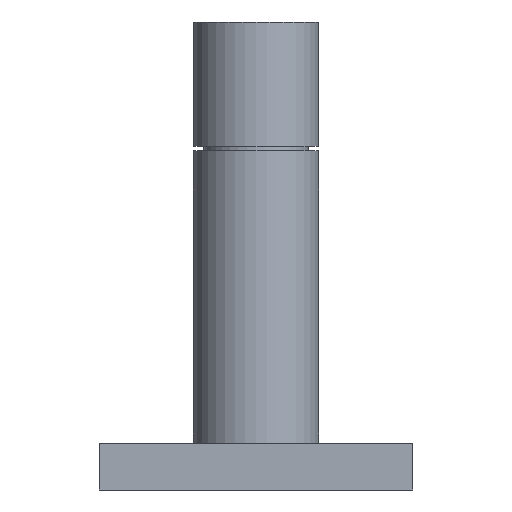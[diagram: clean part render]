
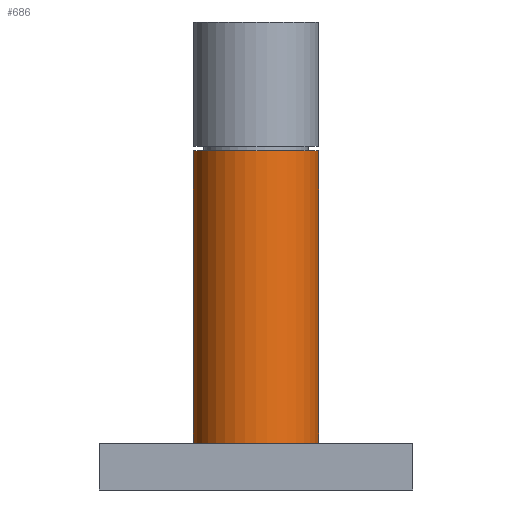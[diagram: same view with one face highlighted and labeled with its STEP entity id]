
A CAD part, front view. The second image highlights one B-rep face of the part: STEP entity #686.
In plain terms, the highlighted cylindrical face has radius 12 mm (diameter 24 mm), a partial arc.
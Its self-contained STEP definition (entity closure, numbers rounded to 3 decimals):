
#4 = ORIENTED_EDGE ( 'NONE', *, *, #800, .F. ) ;
#8 = ORIENTED_EDGE ( 'NONE', *, *, #149, .F. ) ;
#22 = LINE ( 'NONE', #530, #668 ) ;
#62 = ORIENTED_EDGE ( 'NONE', *, *, #157, .T. ) ;
#82 = CARTESIAN_POINT ( 'NONE',  ( -12., 0., 26. ) ) ;
#85 = EDGE_LOOP ( 'NONE', ( #4, #651, #742, #62, #8, #116 ) ) ;
#109 = EDGE_CURVE ( 'NONE', #339, #754, #22, .T. ) ;
#111 = CARTESIAN_POINT ( 'NONE',  ( 0., 0., 56. ) ) ;
#116 = ORIENTED_EDGE ( 'NONE', *, *, #756, .F. ) ;
#142 = VERTEX_POINT ( 'NONE', #638 ) ;
#149 = EDGE_CURVE ( 'NONE', #142, #725, #823, .T. ) ;
#157 = EDGE_CURVE ( 'NONE', #754, #725, #625, .T. ) ;
#181 = CARTESIAN_POINT ( 'NONE',  ( 12., 0., 0. ) ) ;
#224 = DIRECTION ( 'NONE',  ( 0., 0., 1. ) ) ;
#227 = VERTEX_POINT ( 'NONE', #722 ) ;
#240 = VECTOR ( 'NONE', #549, 1000. ) ;
#260 = AXIS2_PLACEMENT_3D ( 'NONE', #645, #643, #635 ) ;
#279 = CARTESIAN_POINT ( 'NONE',  ( 12., 0., 0. ) ) ;
#339 = VERTEX_POINT ( 'NONE', #279 ) ;
#399 = VERTEX_POINT ( 'NONE', #82 ) ;
#417 = DIRECTION ( 'NONE',  ( 0., 0., 1. ) ) ;
#508 = DIRECTION ( 'NONE',  ( 1., 0., 0. ) ) ;
#530 = CARTESIAN_POINT ( 'NONE',  ( 12., 0., 0. ) ) ;
#549 = DIRECTION ( 'NONE',  ( 0., 0., 1. ) ) ;
#551 = CARTESIAN_POINT ( 'NONE',  ( -12., 0., 0. ) ) ;
#557 = VECTOR ( 'NONE', #224, 1000. ) ;
#591 = DIRECTION ( 'NONE',  ( 0., 0., 1. ) ) ;
#613 = DIRECTION ( 'NONE',  ( 0., 0., 1. ) ) ;
#615 = CARTESIAN_POINT ( 'NONE',  ( -12., 0., 0. ) ) ;
#621 = CARTESIAN_POINT ( 'NONE',  ( 12., 0., 26. ) ) ;
#625 = LINE ( 'NONE', #181, #557 ) ;
#635 = DIRECTION ( 'NONE',  ( 1., 0., 0. ) ) ;
#638 = CARTESIAN_POINT ( 'NONE',  ( -12., 0., 56. ) ) ;
#643 = DIRECTION ( 'NONE',  ( 0., 0., 1. ) ) ;
#645 = CARTESIAN_POINT ( 'NONE',  ( 0., 0., 0. ) ) ;
#651 = ORIENTED_EDGE ( 'NONE', *, *, #736, .T. ) ;
#658 = AXIS2_PLACEMENT_3D ( 'NONE', #111, #591, #703 ) ;
#668 = VECTOR ( 'NONE', #417, 1000. ) ;
#686 = ADVANCED_FACE ( 'NONE', ( #824 ), #812, .T. ) ;
#692 = CARTESIAN_POINT ( 'NONE',  ( 12., 0., 56. ) ) ;
#703 = DIRECTION ( 'NONE',  ( 1., 0., 0. ) ) ;
#712 = AXIS2_PLACEMENT_3D ( 'NONE', #713, #716, #508 ) ;
#713 = CARTESIAN_POINT ( 'NONE',  ( 0., 0., 0. ) ) ;
#716 = DIRECTION ( 'NONE',  ( 0., 0., 1. ) ) ;
#722 = CARTESIAN_POINT ( 'NONE',  ( -12., 0., 0. ) ) ;
#725 = VERTEX_POINT ( 'NONE', #692 ) ;
#736 = EDGE_CURVE ( 'NONE', #227, #339, #810, .T. ) ;
#742 = ORIENTED_EDGE ( 'NONE', *, *, #109, .T. ) ;
#754 = VERTEX_POINT ( 'NONE', #621 ) ;
#756 = EDGE_CURVE ( 'NONE', #399, #142, #782, .T. ) ;
#758 = LINE ( 'NONE', #551, #240 ) ;
#782 = LINE ( 'NONE', #615, #801 ) ;
#800 = EDGE_CURVE ( 'NONE', #227, #399, #758, .T. ) ;
#801 = VECTOR ( 'NONE', #613, 1000. ) ;
#810 = CIRCLE ( 'NONE', #260, 12. ) ;
#812 = CYLINDRICAL_SURFACE ( 'NONE', #712, 12. ) ;
#823 = CIRCLE ( 'NONE', #658, 12. ) ;
#824 = FACE_OUTER_BOUND ( 'NONE', #85, .T. ) ;
